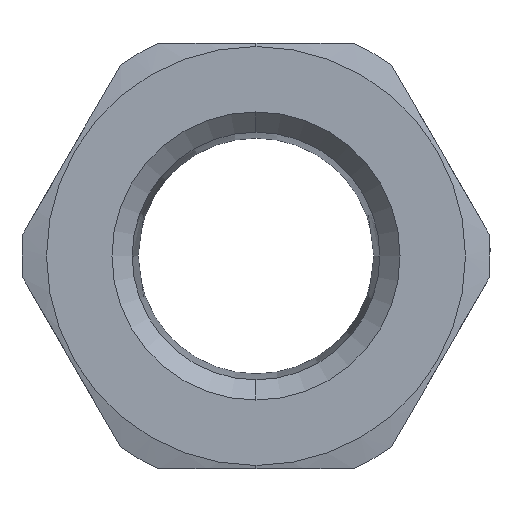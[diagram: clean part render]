
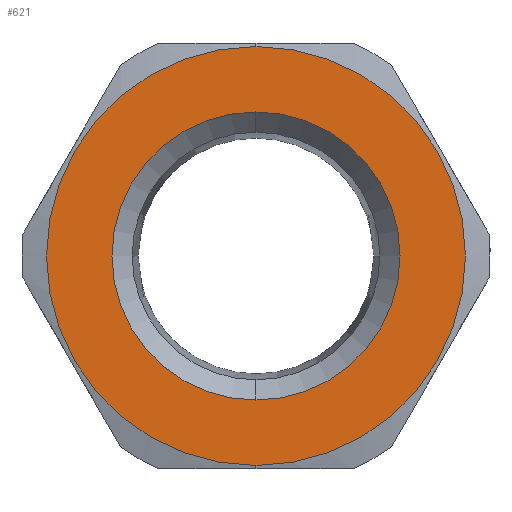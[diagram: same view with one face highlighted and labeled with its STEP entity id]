
A CAD part, left-side view. The second image highlights one B-rep face of the part: STEP entity #621.
In plain terms, the highlighted planar face has unit normal (-1, 0, 0).
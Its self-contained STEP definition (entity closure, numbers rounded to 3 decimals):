
#59 = AXIS2_PLACEMENT_3D ( 'NONE', #642, #140, #722 ) ;
#126 = DIRECTION ( 'NONE',  ( 1., 0., 0. ) ) ;
#140 = DIRECTION ( 'NONE',  ( 1., 0., 0. ) ) ;
#160 = FACE_OUTER_BOUND ( 'NONE', #737, .T. ) ;
#207 = CIRCLE ( 'NONE', #331, 10.66 ) ;
#224 = AXIS2_PLACEMENT_3D ( 'NONE', #363, #126, #710 ) ;
#277 = CARTESIAN_POINT ( 'NONE',  ( 0., 0., 0. ) ) ;
#290 = PLANE ( 'NONE',  #224 ) ;
#304 = DIRECTION ( 'NONE',  ( -1., 0., 0. ) ) ;
#331 = AXIS2_PLACEMENT_3D ( 'NONE', #277, #881, #359 ) ;
#354 = CIRCLE ( 'NONE', #899, 15.5 ) ;
#359 = DIRECTION ( 'NONE',  ( 0., 0., -1. ) ) ;
#363 = CARTESIAN_POINT ( 'NONE',  ( 0., 0., 0. ) ) ;
#424 = VERTEX_POINT ( 'NONE', #749 ) ;
#443 = CARTESIAN_POINT ( 'NONE',  ( 0., 0., 0. ) ) ;
#480 = ORIENTED_EDGE ( 'NONE', *, *, #1072, .T. ) ;
#484 = AXIS2_PLACEMENT_3D ( 'NONE', #816, #304, #910 ) ;
#534 = ORIENTED_EDGE ( 'NONE', *, *, #547, .T. ) ;
#538 = DIRECTION ( 'NONE',  ( 0., 0., 1. ) ) ;
#547 = EDGE_CURVE ( 'NONE', #653, #424, #207, .T. ) ;
#621 = ADVANCED_FACE ( 'NONE', ( #831, #160 ), #290, .F. ) ;
#642 = CARTESIAN_POINT ( 'NONE',  ( 0., 0., 0. ) ) ;
#653 = VERTEX_POINT ( 'NONE', #800 ) ;
#691 = EDGE_CURVE ( 'NONE', #424, #653, #980, .T. ) ;
#703 = ORIENTED_EDGE ( 'NONE', *, *, #933, .T. ) ;
#710 = DIRECTION ( 'NONE',  ( 0., 0., -1. ) ) ;
#722 = DIRECTION ( 'NONE',  ( 0., 0., -1. ) ) ;
#736 = ORIENTED_EDGE ( 'NONE', *, *, #691, .T. ) ;
#737 = EDGE_LOOP ( 'NONE', ( #703, #480 ) ) ;
#749 = CARTESIAN_POINT ( 'NONE',  ( 0., 0., -10.66 ) ) ;
#800 = CARTESIAN_POINT ( 'NONE',  ( 0., 0., 10.66 ) ) ;
#816 = CARTESIAN_POINT ( 'NONE',  ( 0., 0., 0. ) ) ;
#831 = FACE_BOUND ( 'NONE', #851, .T. ) ;
#851 = EDGE_LOOP ( 'NONE', ( #534, #736 ) ) ;
#877 = VERTEX_POINT ( 'NONE', #955 ) ;
#881 = DIRECTION ( 'NONE',  ( 1., 0., 0. ) ) ;
#899 = AXIS2_PLACEMENT_3D ( 'NONE', #443, #1056, #538 ) ;
#910 = DIRECTION ( 'NONE',  ( 0., 0., 1. ) ) ;
#933 = EDGE_CURVE ( 'NONE', #1001, #877, #354, .T. ) ;
#955 = CARTESIAN_POINT ( 'NONE',  ( 0., 0., 15.5 ) ) ;
#963 = CIRCLE ( 'NONE', #484, 15.5 ) ;
#977 = CARTESIAN_POINT ( 'NONE',  ( 0., 0., -15.5 ) ) ;
#980 = CIRCLE ( 'NONE', #59, 10.66 ) ;
#1001 = VERTEX_POINT ( 'NONE', #977 ) ;
#1056 = DIRECTION ( 'NONE',  ( -1., 0., 0. ) ) ;
#1072 = EDGE_CURVE ( 'NONE', #877, #1001, #963, .T. ) ;
